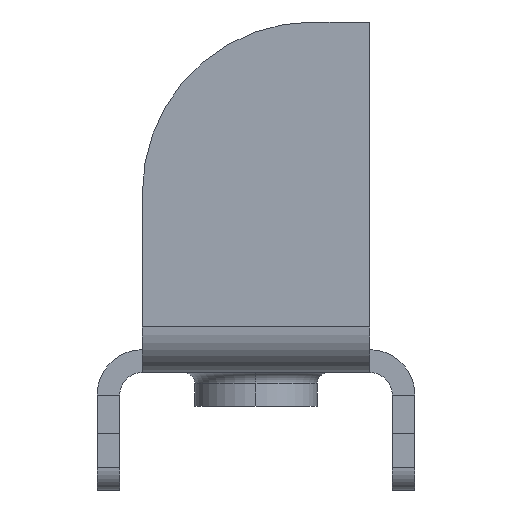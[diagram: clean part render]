
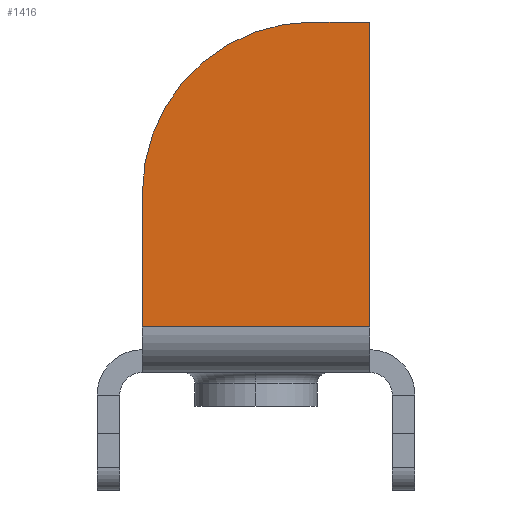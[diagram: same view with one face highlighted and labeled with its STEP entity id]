
A CAD part, left-side view. The second image highlights one B-rep face of the part: STEP entity #1416.
In plain terms, the highlighted planar face has unit normal (-1, 0, 0).
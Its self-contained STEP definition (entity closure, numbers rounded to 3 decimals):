
#175=DIRECTION('',(0.,0.,1.));
#176=VECTOR('',#175,11.858);
#177=CARTESIAN_POINT('',(-71.,10.,2.));
#178=LINE('',#177,#176);
#179=CARTESIAN_POINT('',(-71.,-5.,13.858));
#180=DIRECTION('',(1.,0.,0.));
#181=DIRECTION('',(0.,1.,0.));
#182=AXIS2_PLACEMENT_3D('',#179,#180,#181);
#184=DIRECTION('',(0.,-1.,0.));
#185=VECTOR('',#184,5.);
#186=CARTESIAN_POINT('',(-71.,-5.,28.858));
#187=LINE('',#186,#185);
#188=DIRECTION('',(0.,0.,-1.));
#189=VECTOR('',#188,26.858);
#190=CARTESIAN_POINT('',(-71.,-10.,28.858));
#191=LINE('',#190,#189);
#192=DIRECTION('',(0.,1.,0.));
#193=VECTOR('',#192,20.);
#194=CARTESIAN_POINT('',(-71.,-10.,2.));
#195=LINE('',#194,#193);
#1023=CARTESIAN_POINT('',(-71.,10.,13.858));
#1025=VERTEX_POINT('',#1023);
#1054=CARTESIAN_POINT('',(-71.,-5.,28.858));
#1055=VERTEX_POINT('',#1054);
#1056=CARTESIAN_POINT('',(-71.,-10.,28.858));
#1057=VERTEX_POINT('',#1056);
#1108=CARTESIAN_POINT('',(-71.,10.,2.));
#1109=VERTEX_POINT('',#1108);
#1112=CARTESIAN_POINT('',(-71.,-10.,2.));
#1113=VERTEX_POINT('',#1112);
#1401=CARTESIAN_POINT('',(-71.,0.,-69.142));
#1402=DIRECTION('',(1.,0.,0.));
#1403=DIRECTION('',(0.,0.,-1.));
#1404=AXIS2_PLACEMENT_3D('',#1401,#1402,#1403);
#1405=PLANE('',#1404);
#1407=ORIENTED_EDGE('',*,*,#1406,.T.);
#1408=ORIENTED_EDGE('',*,*,#1337,.T.);
#1410=ORIENTED_EDGE('',*,*,#1409,.T.);
#1412=ORIENTED_EDGE('',*,*,#1411,.T.);
#1413=ORIENTED_EDGE('',*,*,#1393,.T.);
#1414=EDGE_LOOP('',(#1407,#1408,#1410,#1412,#1413));
#1415=FACE_OUTER_BOUND('',#1414,.F.);
#1416=ADVANCED_FACE('',(#1415),#1405,.F.);
#183=CIRCLE('',#182,15.);
#1337=EDGE_CURVE('',#1109,#1025,#178,.T.);
#1393=EDGE_CURVE('',#1057,#1113,#191,.T.);
#1406=EDGE_CURVE('',#1113,#1109,#195,.T.);
#1409=EDGE_CURVE('',#1025,#1055,#183,.T.);
#1411=EDGE_CURVE('',#1055,#1057,#187,.T.);
